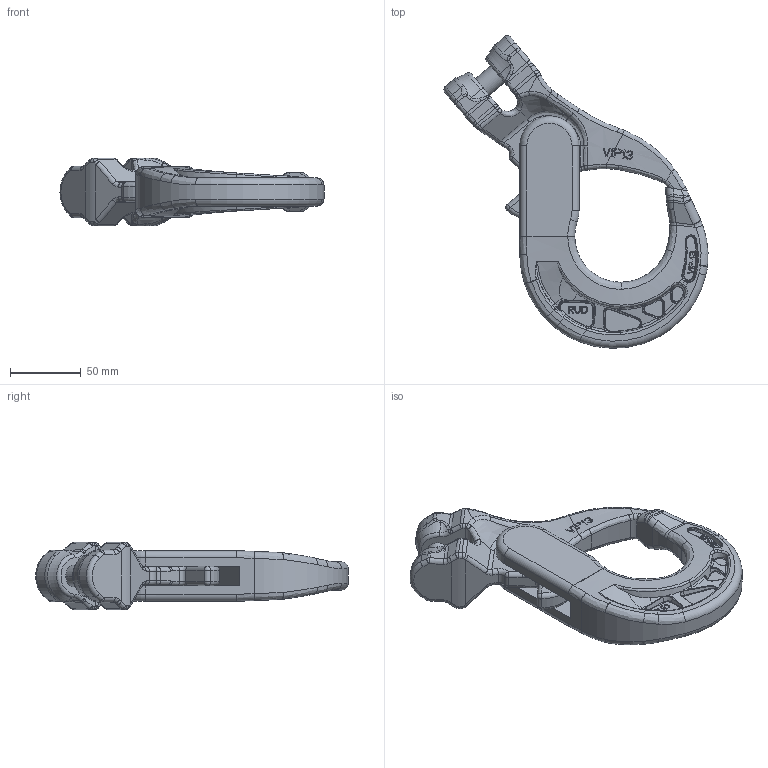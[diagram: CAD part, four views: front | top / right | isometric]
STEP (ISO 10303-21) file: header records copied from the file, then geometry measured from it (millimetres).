
FILE_DESCRIPTION((''),'2;1');
FILE_NAME('001-M33737-P1_ASM','2021-04-16T',('anja.joas'),(''),'PRO/ENGINEER BY PARAMETRIC TECHNOLOGY CORPORATION, 2011490','PRO/ENGINEER BY PARAMETRIC TECHNOLOGY CORPORATION, 2011490','');
FILE_SCHEMA(('CONFIG_CONTROL_DESIGN'));
Products named in the file (3): 001-M33746-P-1; 001-M33737-P-2; 001-M33737-P1_ASM
Assembly tree (2 placements, depth 2):
  001-M33737-P1_ASM
    001-M33746-P-1
    001-M33737-P-2
Bounding box: 187.26 x 221.65 x 48 mm (x, y, z)
Volume: 419431.2 mm3; surface area: 73624.6 mm2
Topology: 2 solids, 2 shells, 1010 faces, 2493 edges, 1504 vertices
Faces by surface type: plane 365, bspline 363, cylinder 132, torus 104, cone 42, sphere 4
Entity records: 44587 total; most frequent: CARTESIAN_POINT 23611, ORIENTED_EDGE 4986, DIRECTION 3490, EDGE_CURVE 2493, VERTEX_POINT 1504, AXIS2_PLACEMENT_3D 1318, EDGE_LOOP 1033, FACE_OUTER_BOUND 1010
